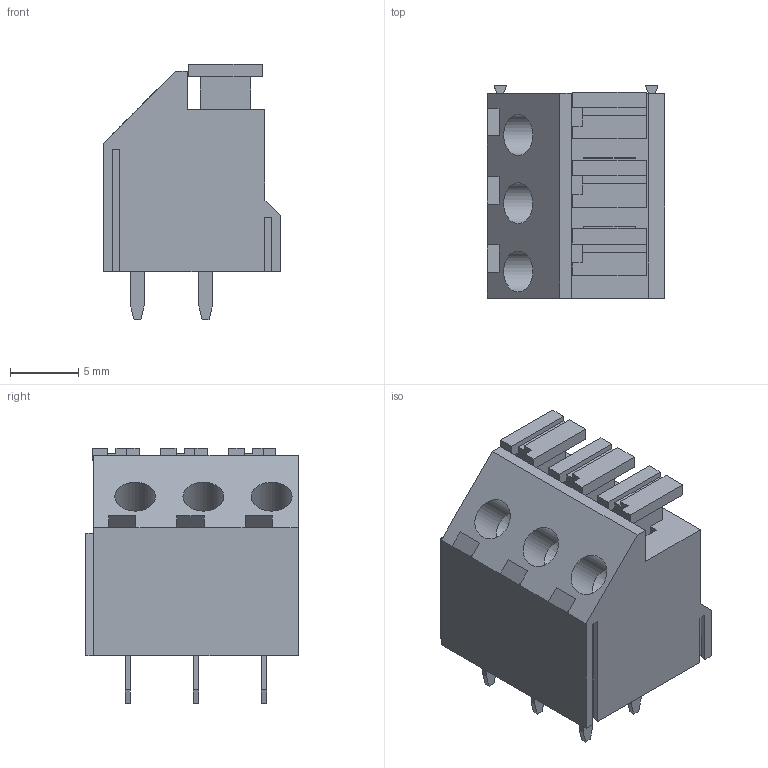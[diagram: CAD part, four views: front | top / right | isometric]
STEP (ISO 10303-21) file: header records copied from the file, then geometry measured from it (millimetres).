
FILE_DESCRIPTION( ( 'STEP AP214' ), '1' );
FILE_NAME( 'MX732-500M03-20200602.stp', '2023-04-06T03:26:33', ( ' ' ), ( ' ' ), 'XStep 1.0', ' ', ' ' );
FILE_SCHEMA( ( 'CONFIG_CONTROL_DESIGN) ( )' ) );
Length unit declared in the file: metre
Products named in the file (1): 1
Bounding box: 13 x 15.58 x 18.7 mm (x, y, z)
Volume: 2218.5 mm3; surface area: 1606.7 mm2
Topology: 1 solids, 1 shells, 179 faces, 471 edges, 308 vertices
Faces by surface type: plane 170, cylinder 6, cone 3
Full cylindrical faces by diameter (mm): 1.5 x3, 3 x3
Entity records: 6796 total; most frequent: CARTESIAN_POINT 950, ORIENTED_EDGE 924, DIRECTION 834, EDGE_CURVE 462, LINE 450, VECTOR 450, VERTEX_POINT 308, EDGE_LOOP 202
